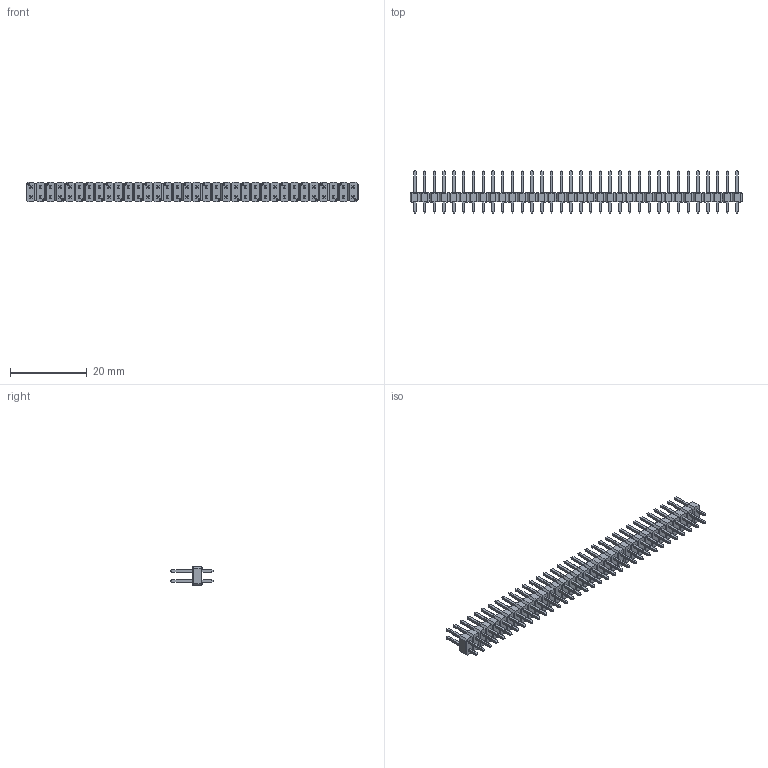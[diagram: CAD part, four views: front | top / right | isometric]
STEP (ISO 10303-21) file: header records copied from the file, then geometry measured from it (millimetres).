
FILE_DESCRIPTION (( 'STEP AP214' ), '1' );
FILE_NAME ('PEC34DAAN.STEP', '2018-02-12T17:00:27', ( '' ), ( '' ), 'SwSTEP 2.0', 'SolidWorks 2014', '' );
FILE_SCHEMA (( 'AUTOMOTIVE_DESIGN' ));
Length unit declared in the file: millimetre
Products named in the file (2): Dual TH withbump format; PEC34DAAN
Assembly tree (34 placements, depth 2):
  PEC34DAAN
    Dual TH withbump format  x34
Bounding box: 86.36 x 11.29 x 5.08 mm (x, y, z)
Volume: 1233.8 mm3; surface area: 3473.1 mm2
Topology: 170 solids, 170 shells, 2210 faces, 4828 edges, 2992 vertices
Faces by surface type: plane 1870, cylinder 272, torus 68
Entity records: 2220 total; most frequent: CARTESIAN_POINT 368, DIRECTION 340, ORIENTED_EDGE 284, EDGE_CURVE 142, LINE 124, VECTOR 124, AXIS2_PLACEMENT_3D 108, VERTEX_POINT 88
